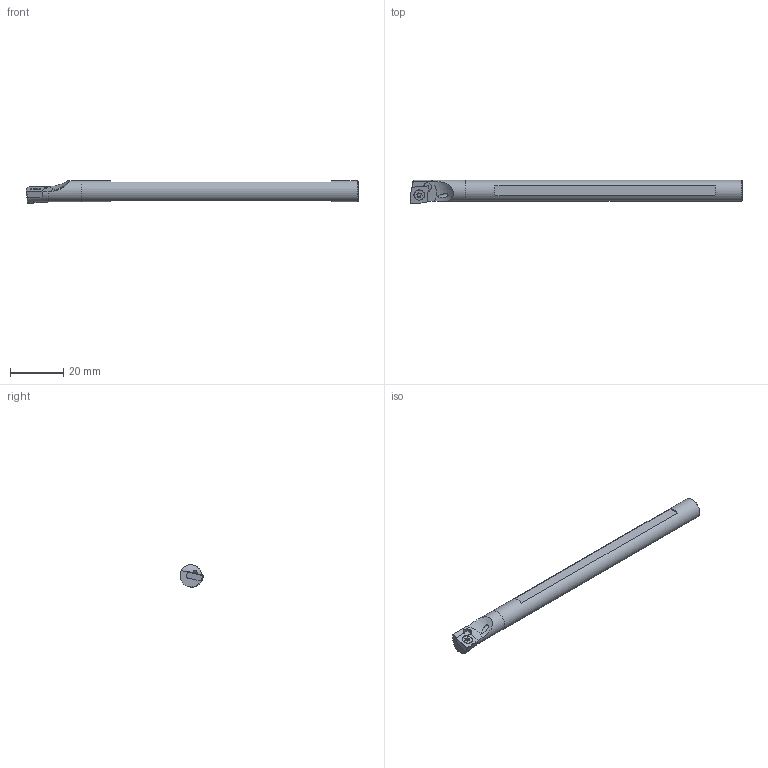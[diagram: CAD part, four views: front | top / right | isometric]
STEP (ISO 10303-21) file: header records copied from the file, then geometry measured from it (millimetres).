
FILE_DESCRIPTION(/* description */ ('Unknown'),/* implementation_level */ '2;1');
FILE_NAME(/* name */ 'E08K SCLCR 06',/* time_stamp */ '2021-04-27T10:53:11+08:00',/* author */ ('Unknown'),/* organization */ ('Unknown'),/* preprocessor_version */ 'ST-DEVELOPER v16.7',/* originating_system */ 'DEX',/* authorisation */ $);
FILE_SCHEMA (('AUTOMOTIVE_DESIGN {1 0 10303 214 3 1 1}'));
Length unit declared in the file: millimetre
Products named in the file (5): E08K SCLCR 06; 8; CCMT 060202; M2-5-5L
Assembly tree (4 placements, depth 2):
  E08K SCLCR 06
    E08K SCLCR 06
    8
    CCMT 060202
    M2-5-5L
Bounding box: 125 x 8.96 x 8.5 mm (x, y, z)
Volume: 4550.4 mm3; surface area: 4817 mm2
Topology: 4 solids, 4 shells, 76 faces, 186 edges, 122 vertices
Faces by surface type: plane 41, cylinder 26, cone 7, torus 1, bspline 1
Full cylindrical faces by diameter (mm): 1.5 x1, 2.5 x1, 2.8 x1, 2.815 x1, 3.8 x1, 4 x2, 4.015 x1, 8 x2
Entity records: 2309 total; most frequent: CARTESIAN_POINT 459, DIRECTION 373, ORIENTED_EDGE 324, EDGE_CURVE 162, AXIS2_PLACEMENT_3D 142, VERTEX_POINT 114, EDGE_LOOP 102, FACE_BOUND 102
